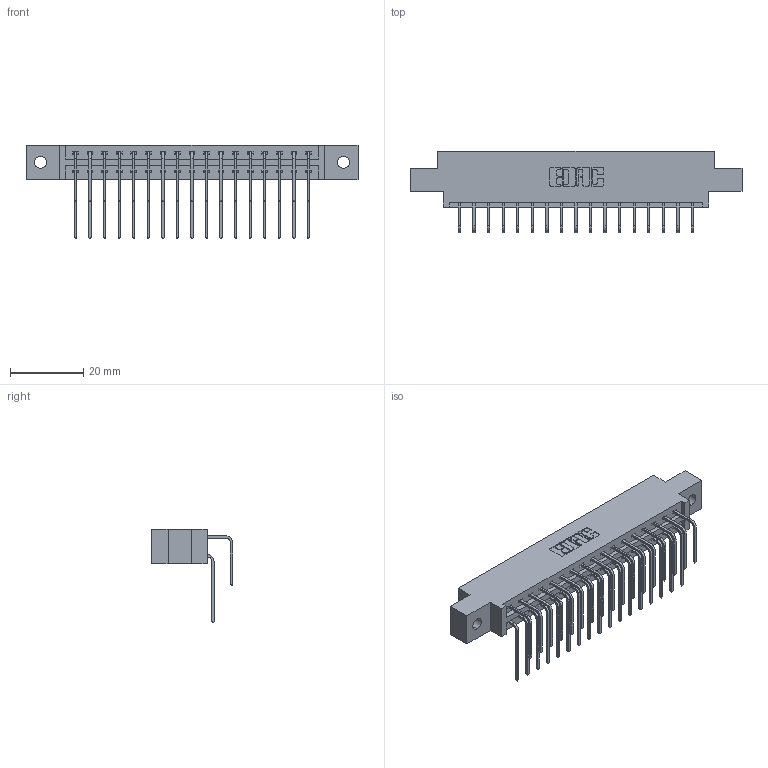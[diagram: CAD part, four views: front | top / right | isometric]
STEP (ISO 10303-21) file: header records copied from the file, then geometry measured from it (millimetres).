
FILE_DESCRIPTION (( 'STEP AP203' ), '1' );
FILE_NAME ('387-034-558-802.STEP', '2018-09-18T21:29:02', ( '' ), ( '' ), 'SwSTEP 2.0', 'SolidWorks 2016', '' );
FILE_SCHEMA (( 'CONFIG_CONTROL_DESIGN' ));
Length unit declared in the file: inch
Products named in the file (4): 337 Part_0.170 Offset - 0.128 Dia; 345-292-001_558 559 Tail - 1; 345-292-001_558 Tail - 2; 387-034-558-802
Assembly tree (35 placements, depth 2):
  387-034-558-802
    337 Part_0.170 Offset - 0.128 Dia
    345-292-001_558 559 Tail - 1  x17
    345-292-001_558 Tail - 2  x17
Bounding box: 90.37 x 22.17 x 25.53 mm (x, y, z)
Volume: 9233.4 mm3; surface area: 11015.5 mm2
Topology: 35 solids, 35 shells, 2022 faces, 6001 edges, 3954 vertices
Faces by surface type: plane 1434, cylinder 588
Entity records: 18333 total; most frequent: CARTESIAN_POINT 3157, ORIENTED_EDGE 3042, DIRECTION 2713, EDGE_CURVE 1521, VECTOR 1353, LINE 1353, VERTEX_POINT 1010, AXIS2_PLACEMENT_3D 680
